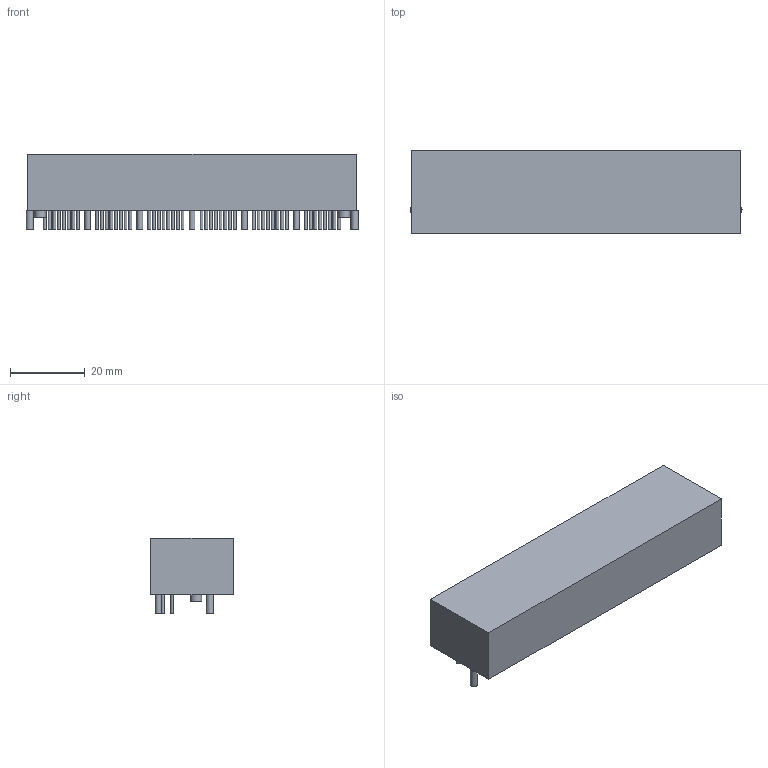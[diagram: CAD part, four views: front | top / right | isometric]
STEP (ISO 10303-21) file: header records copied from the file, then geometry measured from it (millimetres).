
FILE_DESCRIPTION(('FreeCAD Model'),'2;1');
FILE_NAME('1281115.1.2.stp','2020-04-10T02:35:09',( 'Author'),(''),'Open CASCADE STEP processor 6.9','FreeCAD','Unknown' );
FILE_SCHEMA(('AUTOMOTIVE_DESIGN { 1 0 10303 214 1 1 1 1 }'));
Length unit declared in the file: millimetre
Products named in the file (4): ASSEMBLY; Body; Lugs; Leads
Assembly tree (115 placements, depth 2):
  ASSEMBLY
    Body
    Lugs  x57
    Leads  x57
Bounding box: 88.83 x 21.97 x 20.31 mm (x, y, z)
Surface area: 59614.4 mm2
Topology: 3250 solids, 3250 shells, 9753 faces, 9759 edges, 6506 vertices
Faces by surface type: plane 6504, cylinder 3249
Full cylindrical faces by diameter (mm): 0.77 x2736, 1.56 x285, 1.96 x114, 3.05 x114
Entity records: 7043 total; most frequent: DIRECTION 1249, CARTESIAN_POINT 964, AXIS2_PLACEMENT_3D 407, ORIENTED_EDGE 366, PCURVE 366, DEFINITIONAL_REPRESENTATION 366, LINE 321, VECTOR 321
